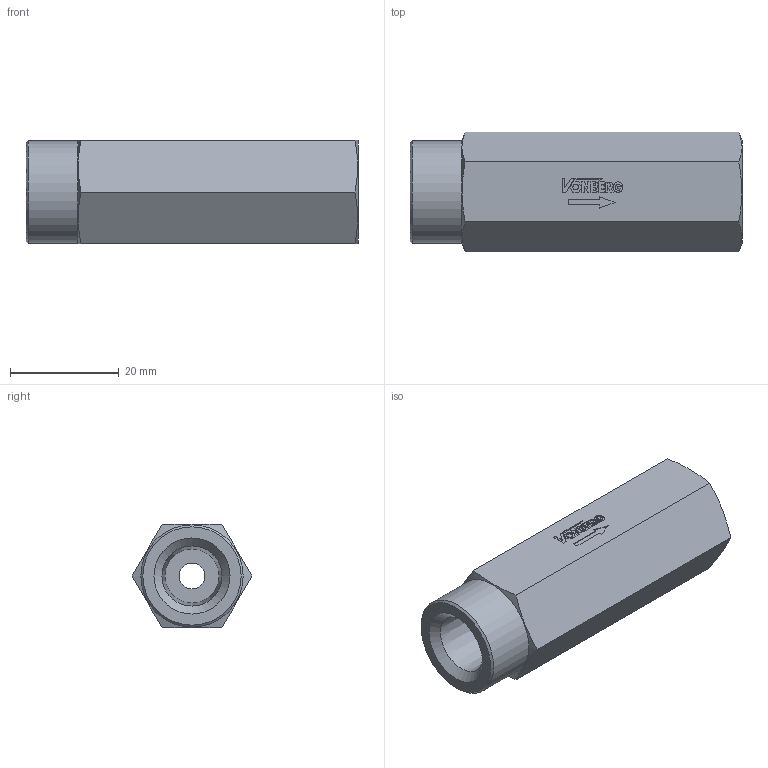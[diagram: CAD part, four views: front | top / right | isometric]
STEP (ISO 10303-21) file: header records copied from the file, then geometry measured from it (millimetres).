
FILE_DESCRIPTION((''),'2;1');
FILE_NAME('10101-102.stp','2015-01-02T13:28:54',('jml'),(''),'Autodesk Inventor 2010','Autodesk Inventor 2010','');
FILE_SCHEMA(('AUTOMOTIVE_DESIGN { 1 0 10303 214 1 1 1 1 }'));
Length unit declared in the file: inch
Products named in the file (1): 10101-102
Bounding box: 60.96 x 22 x 19.05 mm (x, y, z)
Volume: 14982.7 mm3; surface area: 6034.9 mm2
Topology: 1 solids, 1 shells, 117 faces, 296 edges, 196 vertices
Faces by surface type: plane 93, cylinder 17, cone 7
Full cylindrical faces by diameter (mm): 1.044 x1, 4.75 x1, 18.796 x1
Entity records: 3540 total; most frequent: CARTESIAN_POINT 620, ORIENTED_EDGE 568, DIRECTION 550, EDGE_CURVE 284, VECTOR 230, LINE 230, VERTEX_POINT 194, AXIS2_PLACEMENT_3D 160
